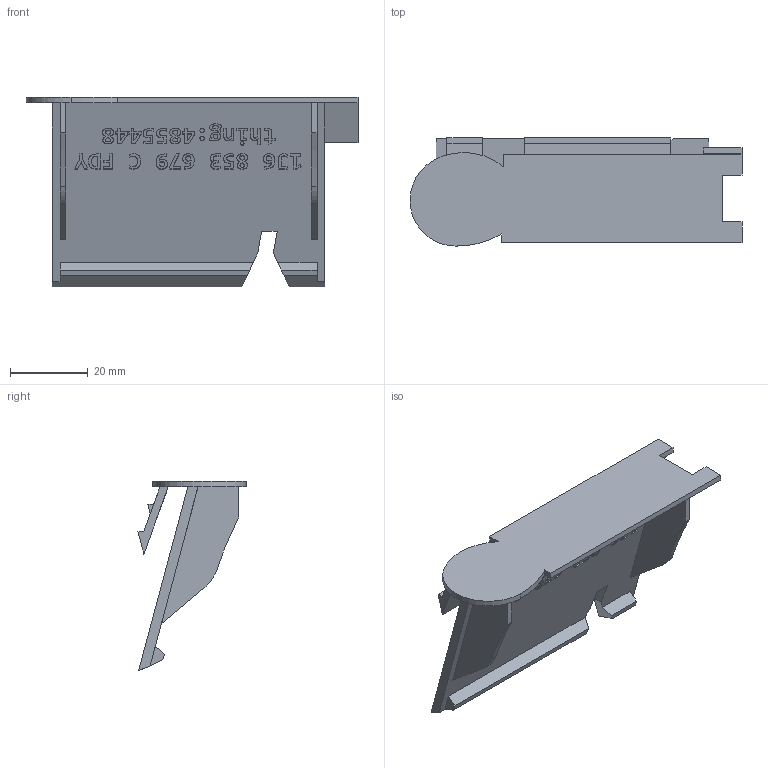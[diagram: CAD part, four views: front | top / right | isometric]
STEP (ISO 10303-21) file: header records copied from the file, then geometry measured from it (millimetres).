
FILE_DESCRIPTION(/* description */ (''),/* implementation_level */ '2;1');
FILE_NAME(/* name */ 'VW MK4 Grill Badge Mount.stp',/* time_stamp */ '2021-05-12T07:16:08-07:00',/* author */ ('Andrew'),/* organization */ (''),/* preprocessor_version */ 'ST-DEVELOPER v18.1',/* originating_system */ 'Autodesk Inventor 2021',/* authorisation */ '');
FILE_SCHEMA (('AUTOMOTIVE_DESIGN { 1 0 10303 214 3 1 1 }'));
Length unit declared in the file: millimetre
Products named in the file (1): GTI Front Emblem
Bounding box: 85.25 x 27.81 x 48.75 mm (x, y, z)
Volume: 14205.3 mm3; surface area: 15468.9 mm2
Topology: 7 solids, 7 shells, 466 faces, 1224 edges, 816 vertices
Faces by surface type: plane 289, bspline 170, cylinder 7
Entity records: 16118 total; most frequent: CARTESIAN_POINT 5709, ORIENTED_EDGE 2448, DIRECTION 1492, EDGE_CURVE 1224, LINE 870, VECTOR 870, VERTEX_POINT 816, EDGE_LOOP 510
